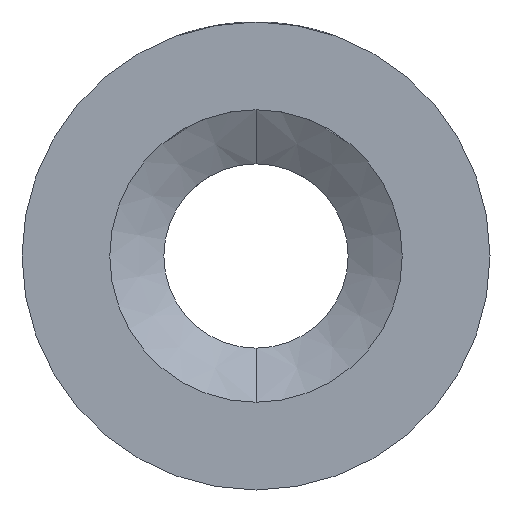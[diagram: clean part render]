
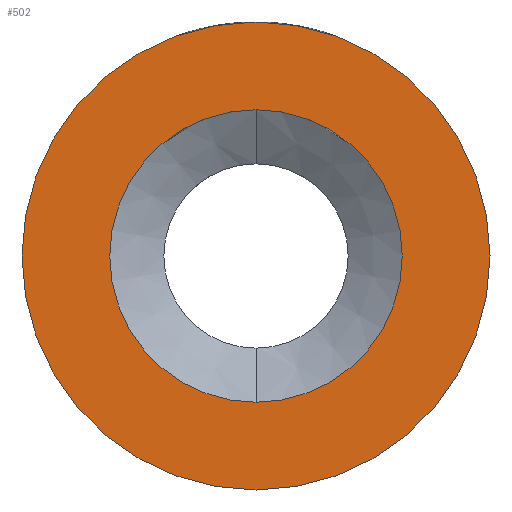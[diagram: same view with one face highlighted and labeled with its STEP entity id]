
A CAD part, front view. The second image highlights one B-rep face of the part: STEP entity #502.
In plain terms, the highlighted planar face has unit normal (0, -1, 0).
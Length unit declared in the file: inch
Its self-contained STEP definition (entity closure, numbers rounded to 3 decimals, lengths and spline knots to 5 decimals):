
#131 = AXIS2_PLACEMENT_3D ( 'NONE', #143, #139, #137 ) ;
#136 = CIRCLE ( 'NONE', #131, 0.3 ) ;
#137 = DIRECTION ( 'NONE',  ( 0., 0., 1. ) ) ;
#139 = DIRECTION ( 'NONE',  ( 0., 1., 0. ) ) ;
#143 = CARTESIAN_POINT ( 'NONE',  ( 0., 0., 0. ) ) ;
#147 = CIRCLE ( 'NONE', #173, 0.3 ) ;
#173 = AXIS2_PLACEMENT_3D ( 'NONE', #187, #186, #184 ) ;
#184 = DIRECTION ( 'NONE',  ( 0., 0., 1. ) ) ;
#186 = DIRECTION ( 'NONE',  ( 0., 1., 0. ) ) ;
#187 = CARTESIAN_POINT ( 'NONE',  ( 0., 0., 0. ) ) ;
#188 = CIRCLE ( 'NONE', #271, 0.1875 ) ;
#239 = CARTESIAN_POINT ( 'NONE',  ( 0., 0., 0.1875 ) ) ;
#243 = FACE_BOUND ( 'NONE', #398, .T. ) ;
#263 = CIRCLE ( 'NONE', #391, 0.1875 ) ;
#269 = FACE_OUTER_BOUND ( 'NONE', #316, .T. ) ;
#271 = AXIS2_PLACEMENT_3D ( 'NONE', #279, #277, #273 ) ;
#273 = DIRECTION ( 'NONE',  ( 0., 0., -1. ) ) ;
#277 = DIRECTION ( 'NONE',  ( 0., -1., 0. ) ) ;
#279 = CARTESIAN_POINT ( 'NONE',  ( 0., 0., 0. ) ) ;
#314 = VERTEX_POINT ( 'NONE', #748 ) ;
#316 = EDGE_LOOP ( 'NONE', ( #670, #531 ) ) ;
#321 = AXIS2_PLACEMENT_3D ( 'NONE', #552, #701, #702 ) ;
#376 = EDGE_CURVE ( 'NONE', #532, #719, #263, .T. ) ;
#391 = AXIS2_PLACEMENT_3D ( 'NONE', #761, #514, #492 ) ;
#398 = EDGE_LOOP ( 'NONE', ( #734, #509 ) ) ;
#435 = CARTESIAN_POINT ( 'NONE',  ( 0., 0., -0.1875 ) ) ;
#492 = DIRECTION ( 'NONE',  ( 0., 0., -1. ) ) ;
#502 = ADVANCED_FACE ( 'NONE', ( #243, #269 ), #700, .F. ) ;
#509 = ORIENTED_EDGE ( 'NONE', *, *, #669, .F. ) ;
#514 = DIRECTION ( 'NONE',  ( 0., -1., 0. ) ) ;
#531 = ORIENTED_EDGE ( 'NONE', *, *, #738, .F. ) ;
#532 = VERTEX_POINT ( 'NONE', #435 ) ;
#550 = CARTESIAN_POINT ( 'NONE',  ( 0., 0., 0.3 ) ) ;
#552 = CARTESIAN_POINT ( 'NONE',  ( 0., 0., 0. ) ) ;
#653 = VERTEX_POINT ( 'NONE', #550 ) ;
#669 = EDGE_CURVE ( 'NONE', #719, #532, #188, .T. ) ;
#670 = ORIENTED_EDGE ( 'NONE', *, *, #760, .F. ) ;
#700 = PLANE ( 'NONE',  #321 ) ;
#701 = DIRECTION ( 'NONE',  ( 0., 1., 0. ) ) ;
#702 = DIRECTION ( 'NONE',  ( 0., 0., 1. ) ) ;
#719 = VERTEX_POINT ( 'NONE', #239 ) ;
#734 = ORIENTED_EDGE ( 'NONE', *, *, #376, .F. ) ;
#738 = EDGE_CURVE ( 'NONE', #653, #314, #147, .T. ) ;
#748 = CARTESIAN_POINT ( 'NONE',  ( 0., 0., -0.3 ) ) ;
#760 = EDGE_CURVE ( 'NONE', #314, #653, #136, .T. ) ;
#761 = CARTESIAN_POINT ( 'NONE',  ( 0., 0., 0. ) ) ;
